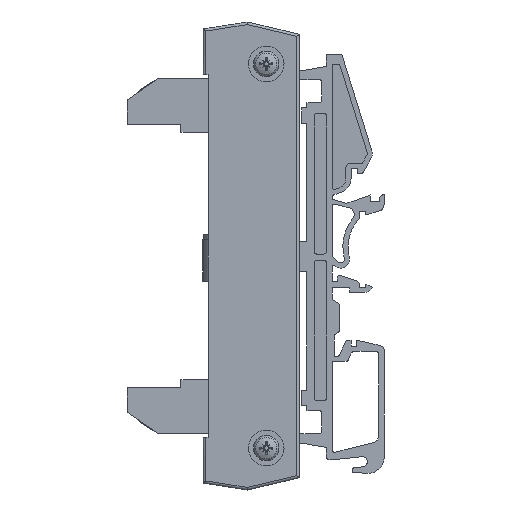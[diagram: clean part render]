
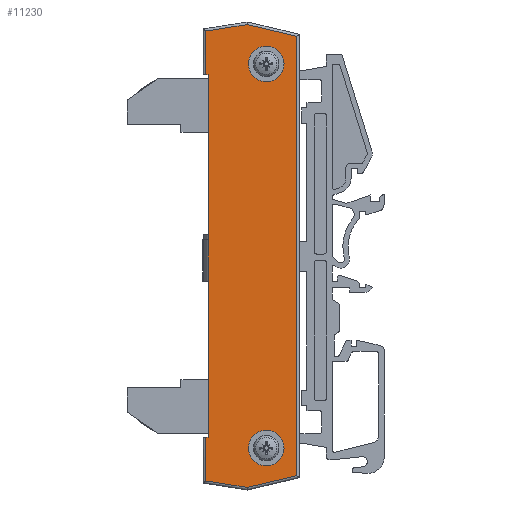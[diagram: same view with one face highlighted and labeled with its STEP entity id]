
A CAD part, left-side view. The second image highlights one B-rep face of the part: STEP entity #11230.
In plain terms, the highlighted face is planar.
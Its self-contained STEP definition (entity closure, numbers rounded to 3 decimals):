
#10769=CARTESIAN_POINT('',(-16.628,6.238,5.0));
#10770=VERTEX_POINT('',#10769);
#10777=CARTESIAN_POINT('',(54.672,6.238,5.0));
#10778=VERTEX_POINT('',#10777);
#10779=CARTESIAN_POINT('',(54.672,6.238,5.0));
#10780=DIRECTION('',(-1.0,0.0,0.0));
#10781=VECTOR('',#10780,71.3);
#10782=LINE('',#10779,#10781);
#10783=EDGE_CURVE('',#10778,#10770,#10782,.T.);
#11026=CARTESIAN_POINT('',(60.272,-5.162,5.0));
#11027=VERTEX_POINT('',#11026);
#11028=CARTESIAN_POINT('',(56.772,-5.162,5.0));
#11029=DIRECTION('',(0.0,0.0,-1.0));
#11030=DIRECTION('',(-1.0,0.0,0.0));
#11031=AXIS2_PLACEMENT_3D('',#11028,#11029,#11030);
#11032=CIRCLE('',#11031,3.5);
#11033=EDGE_CURVE('',#11027,#11027,#11032,.T.);
#11066=CARTESIAN_POINT('',(-15.228,-5.162,5.0));
#11067=VERTEX_POINT('',#11066);
#11068=CARTESIAN_POINT('',(-18.728,-5.162,5.0));
#11069=DIRECTION('',(0.0,0.0,-1.0));
#11070=DIRECTION('',(-1.0,0.0,0.0));
#11071=AXIS2_PLACEMENT_3D('',#11068,#11069,#11070);
#11072=CIRCLE('',#11071,3.5);
#11073=EDGE_CURVE('',#11067,#11067,#11072,.T.);
#11107=CARTESIAN_POINT('',(54.672,6.738,5.0));
#11108=VERTEX_POINT('',#11107);
#11109=CARTESIAN_POINT('',(54.672,6.738,5.0));
#11110=DIRECTION('',(0.0,-1.0,0.0));
#11111=VECTOR('',#11110,0.5);
#11112=LINE('',#11109,#11111);
#11113=EDGE_CURVE('',#11108,#10778,#11112,.T.);
#11138=CARTESIAN_POINT('',(-16.628,6.738,5.0));
#11139=VERTEX_POINT('',#11138);
#11147=CARTESIAN_POINT('',(-16.628,6.238,5.0));
#11148=DIRECTION('',(0.0,1.0,0.0));
#11149=VECTOR('',#11148,0.5);
#11150=LINE('',#11147,#11149);
#11151=EDGE_CURVE('',#10770,#11139,#11150,.T.);
#11160=CARTESIAN_POINT('',(19.022,-2.126,5.0));
#11161=DIRECTION('',(0.0,0.0,1.0));
#11162=DIRECTION('',(1.0,0.0,0.0));
#11163=AXIS2_PLACEMENT_3D('',#11160,#11161,#11162);
#11164=PLANE('',#11163);
#11165=ORIENTED_EDGE('',*,*,#11113,.T.);
#11166=ORIENTED_EDGE('',*,*,#10783,.T.);
#11167=ORIENTED_EDGE('',*,*,#11151,.T.);
#11168=CARTESIAN_POINT('',(-25.176,6.738,5.0));
#11169=VERTEX_POINT('',#11168);
#11170=CARTESIAN_POINT('',(-25.176,6.738,5.0));
#11171=DIRECTION('',(1.0,0.0,0.0));
#11172=VECTOR('',#11171,8.548);
#11173=LINE('',#11170,#11172);
#11174=EDGE_CURVE('',#11169,#11139,#11173,.T.);
#11175=ORIENTED_EDGE('',*,*,#11174,.F.);
#11176=CARTESIAN_POINT('',(-26.459,-1.405,5.0));
#11177=VERTEX_POINT('',#11176);
#11178=CARTESIAN_POINT('',(-26.459,-1.405,5.0));
#11179=DIRECTION('',(0.156,0.988,0.0));
#11180=VECTOR('',#11179,8.244);
#11181=LINE('',#11178,#11180);
#11182=EDGE_CURVE('',#11177,#11169,#11181,.T.);
#11183=ORIENTED_EDGE('',*,*,#11182,.F.);
#11184=CARTESIAN_POINT('',(-24.157,-11.162,5.0));
#11185=VERTEX_POINT('',#11184);
#11186=CARTESIAN_POINT('',(-24.157,-11.162,5.0));
#11187=DIRECTION('',(-0.23,0.973,0.0));
#11188=VECTOR('',#11187,10.024);
#11189=LINE('',#11186,#11188);
#11190=EDGE_CURVE('',#11185,#11177,#11189,.T.);
#11191=ORIENTED_EDGE('',*,*,#11190,.F.);
#11192=CARTESIAN_POINT('',(62.201,-11.162,5.0));
#11193=VERTEX_POINT('',#11192);
#11194=CARTESIAN_POINT('',(62.201,-11.162,5.0));
#11195=DIRECTION('',(-1.0,0.0,0.0));
#11196=VECTOR('',#11195,86.358);
#11197=LINE('',#11194,#11196);
#11198=EDGE_CURVE('',#11193,#11185,#11197,.T.);
#11199=ORIENTED_EDGE('',*,*,#11198,.F.);
#11200=CARTESIAN_POINT('',(64.503,-1.405,5.0));
#11201=VERTEX_POINT('',#11200);
#11202=CARTESIAN_POINT('',(64.503,-1.405,5.0));
#11203=DIRECTION('',(-0.23,-0.973,0.0));
#11204=VECTOR('',#11203,10.024);
#11205=LINE('',#11202,#11204);
#11206=EDGE_CURVE('',#11201,#11193,#11205,.T.);
#11207=ORIENTED_EDGE('',*,*,#11206,.F.);
#11208=CARTESIAN_POINT('',(63.22,6.738,5.0));
#11209=VERTEX_POINT('',#11208);
#11210=CARTESIAN_POINT('',(63.22,6.738,5.0));
#11211=DIRECTION('',(0.156,-0.988,0.0));
#11212=VECTOR('',#11211,8.244);
#11213=LINE('',#11210,#11212);
#11214=EDGE_CURVE('',#11209,#11201,#11213,.T.);
#11215=ORIENTED_EDGE('',*,*,#11214,.F.);
#11216=CARTESIAN_POINT('',(54.672,6.738,5.0));
#11217=DIRECTION('',(1.0,0.0,0.0));
#11218=VECTOR('',#11217,8.548);
#11219=LINE('',#11216,#11218);
#11220=EDGE_CURVE('',#11108,#11209,#11219,.T.);
#11221=ORIENTED_EDGE('',*,*,#11220,.F.);
#11222=EDGE_LOOP('',(#11165,#11166,#11167,#11175,#11183,#11191,#11199,#11207,#11215,#11221));
#11223=FACE_OUTER_BOUND('',#11222,.T.);
#11224=ORIENTED_EDGE('',*,*,#11033,.T.);
#11225=EDGE_LOOP('',(#11224));
#11226=FACE_BOUND('',#11225,.T.);
#11227=ORIENTED_EDGE('',*,*,#11073,.T.);
#11228=EDGE_LOOP('',(#11227));
#11229=FACE_BOUND('',#11228,.T.);
#11230=ADVANCED_FACE('',(#11223,#11226,#11229),#11164,.T.);
